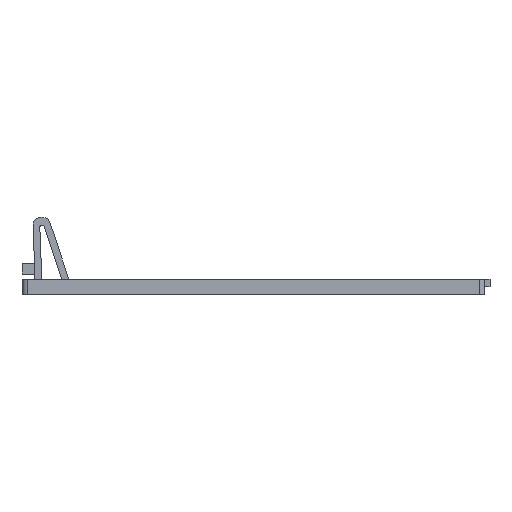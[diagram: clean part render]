
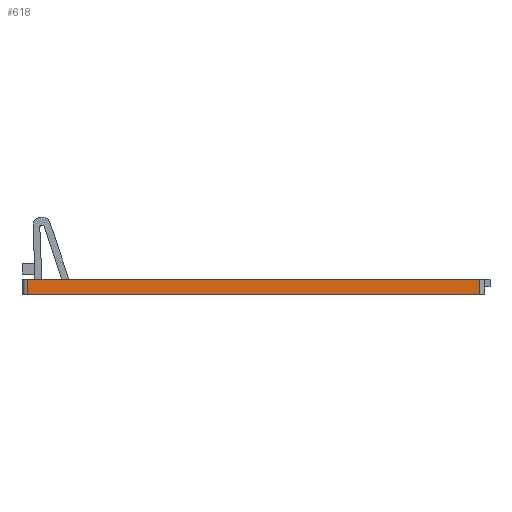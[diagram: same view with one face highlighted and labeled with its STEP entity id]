
A CAD part, left-side view. The second image highlights one B-rep face of the part: STEP entity #618.
In plain terms, the highlighted planar face has unit normal (-1, 0, 0).
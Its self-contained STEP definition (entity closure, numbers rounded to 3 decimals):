
#17 = FACE_OUTER_BOUND ( 'NONE', #833, .T. ) ;
#84 = CARTESIAN_POINT ( 'NONE',  ( -52.25, 45.1, 0. ) ) ;
#128 = ORIENTED_EDGE ( 'NONE', *, *, #1508, .T. ) ;
#264 = VECTOR ( 'NONE', #1245, 1000. ) ;
#272 = CARTESIAN_POINT ( 'NONE',  ( -52.25, 48., 3. ) ) ;
#319 = CARTESIAN_POINT ( 'NONE',  ( -52.25, -42.5, 3. ) ) ;
#322 = DIRECTION ( 'NONE',  ( 0., 0., -1. ) ) ;
#363 = CARTESIAN_POINT ( 'NONE',  ( -52.25, 45.1, 0. ) ) ;
#366 = LINE ( 'NONE', #84, #980 ) ;
#376 = ORIENTED_EDGE ( 'NONE', *, *, #1146, .F. ) ;
#389 = VECTOR ( 'NONE', #399, 1000. ) ;
#393 = VERTEX_POINT ( 'NONE', #363 ) ;
#399 = DIRECTION ( 'NONE',  ( 0., -1., 0. ) ) ;
#498 = VECTOR ( 'NONE', #745, 1000. ) ;
#500 = LINE ( 'NONE', #272, #264 ) ;
#523 = ORIENTED_EDGE ( 'NONE', *, *, #540, .T. ) ;
#540 = EDGE_CURVE ( 'NONE', #393, #835, #1041, .T. ) ;
#541 = CARTESIAN_POINT ( 'NONE',  ( -52.25, 48., 3. ) ) ;
#593 = LINE ( 'NONE', #319, #498 ) ;
#618 = ADVANCED_FACE ( 'NONE', ( #17 ), #1144, .F. ) ;
#639 = DIRECTION ( 'NONE',  ( 1., 0., 0. ) ) ;
#703 = CARTESIAN_POINT ( 'NONE',  ( -52.25, -42.5, 0. ) ) ;
#745 = DIRECTION ( 'NONE',  ( 0., 0., 1. ) ) ;
#762 = DIRECTION ( 'NONE',  ( 0., 1., 0. ) ) ;
#797 = EDGE_CURVE ( 'NONE', #913, #393, #366, .T. ) ;
#833 = EDGE_LOOP ( 'NONE', ( #523, #128, #376, #1349 ) ) ;
#835 = VERTEX_POINT ( 'NONE', #703 ) ;
#850 = CARTESIAN_POINT ( 'NONE',  ( -52.25, 45.1, 3. ) ) ;
#877 = VERTEX_POINT ( 'NONE', #976 ) ;
#913 = VERTEX_POINT ( 'NONE', #850 ) ;
#976 = CARTESIAN_POINT ( 'NONE',  ( -52.25, -42.5, 3. ) ) ;
#980 = VECTOR ( 'NONE', #322, 1000. ) ;
#1041 = LINE ( 'NONE', #1356, #389 ) ;
#1100 = AXIS2_PLACEMENT_3D ( 'NONE', #541, #639, #762 ) ;
#1144 = PLANE ( 'NONE',  #1100 ) ;
#1146 = EDGE_CURVE ( 'NONE', #913, #877, #500, .T. ) ;
#1245 = DIRECTION ( 'NONE',  ( 0., -1., 0. ) ) ;
#1349 = ORIENTED_EDGE ( 'NONE', *, *, #797, .T. ) ;
#1356 = CARTESIAN_POINT ( 'NONE',  ( -52.25, 48., 0. ) ) ;
#1508 = EDGE_CURVE ( 'NONE', #835, #877, #593, .T. ) ;
